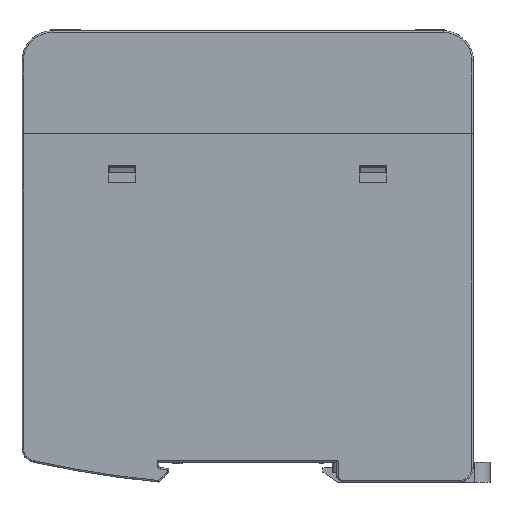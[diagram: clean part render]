
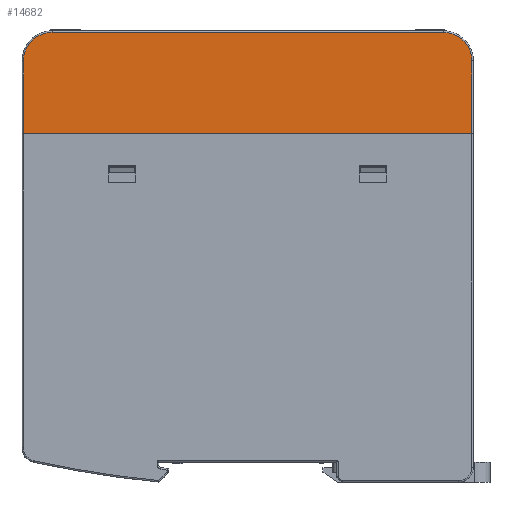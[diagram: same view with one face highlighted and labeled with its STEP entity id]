
A CAD part, left-side view. The second image highlights one B-rep face of the part: STEP entity #14682.
In plain terms, the highlighted planar face has unit normal (-1, 0, 0).
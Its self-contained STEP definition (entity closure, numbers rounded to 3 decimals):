
#1271 = AXIS2_PLACEMENT_3D ( 'NONE', #19964, #7006, #29392 ) ;
#1578 = ORIENTED_EDGE ( 'NONE', *, *, #18415, .T. ) ;
#2032 = EDGE_CURVE ( 'NONE', #6945, #36637, #20712, .T. ) ;
#2343 = FACE_OUTER_BOUND ( 'NONE', #30685, .T. ) ;
#3919 = AXIS2_PLACEMENT_3D ( 'NONE', #27870, #33946, #18454 ) ;
#5560 = VERTEX_POINT ( 'NONE', #18065 ) ;
#5578 = DIRECTION ( 'NONE',  ( 0., -1., 0. ) ) ;
#6280 = CARTESIAN_POINT ( 'NONE',  ( -16., 39., 89.7 ) ) ;
#6641 = ORIENTED_EDGE ( 'NONE', *, *, #2032, .T. ) ;
#6945 = VERTEX_POINT ( 'NONE', #6280 ) ;
#7006 = DIRECTION ( 'NONE',  ( -1., 0., 0. ) ) ;
#7864 = CARTESIAN_POINT ( 'NONE',  ( -16., -44.7, 73. ) ) ;
#8148 = ORIENTED_EDGE ( 'NONE', *, *, #12535, .T. ) ;
#8577 = DIRECTION ( 'NONE',  ( 0., 0., -1. ) ) ;
#8744 = LINE ( 'NONE', #21496, #10858 ) ;
#9063 = EDGE_CURVE ( 'NONE', #5560, #28936, #10632, .T. ) ;
#9675 = LINE ( 'NONE', #13013, #21307 ) ;
#10632 = CIRCLE ( 'NONE', #1271, 5.7 ) ;
#10858 = VECTOR ( 'NONE', #5578, 1000. ) ;
#11164 = CARTESIAN_POINT ( 'NONE',  ( -16., -39., 89.7 ) ) ;
#12125 = VECTOR ( 'NONE', #33602, 1000. ) ;
#12535 = EDGE_CURVE ( 'NONE', #36637, #25383, #20092, .T. ) ;
#13013 = CARTESIAN_POINT ( 'NONE',  ( -16., 45., 89.7 ) ) ;
#14597 = DIRECTION ( 'NONE',  ( -1., 0., 0. ) ) ;
#14682 = ADVANCED_FACE ( 'NONE', ( #2343 ), #34367, .T. ) ;
#15445 = CARTESIAN_POINT ( 'NONE',  ( -16., 44.7, 84. ) ) ;
#16112 = EDGE_CURVE ( 'NONE', #28936, #6945, #9675, .T. ) ;
#18065 = CARTESIAN_POINT ( 'NONE',  ( -16., -44.7, 84. ) ) ;
#18415 = EDGE_CURVE ( 'NONE', #20917, #5560, #36734, .T. ) ;
#18454 = DIRECTION ( 'NONE',  ( 0., 1., 0. ) ) ;
#19964 = CARTESIAN_POINT ( 'NONE',  ( -16., -39., 84. ) ) ;
#20092 = LINE ( 'NONE', #26985, #39159 ) ;
#20645 = ORIENTED_EDGE ( 'NONE', *, *, #16112, .T. ) ;
#20712 = CIRCLE ( 'NONE', #34765, 5.7 ) ;
#20744 = ORIENTED_EDGE ( 'NONE', *, *, #27039, .T. ) ;
#20917 = VERTEX_POINT ( 'NONE', #40975 ) ;
#21304 = DIRECTION ( 'NONE',  ( 0., -1., 0. ) ) ;
#21307 = VECTOR ( 'NONE', #26202, 1000. ) ;
#21496 = CARTESIAN_POINT ( 'NONE',  ( -16., 0., 69.5 ) ) ;
#25383 = VERTEX_POINT ( 'NONE', #34704 ) ;
#26202 = DIRECTION ( 'NONE',  ( 0., 1., 0. ) ) ;
#26985 = CARTESIAN_POINT ( 'NONE',  ( -16., 44.7, 73. ) ) ;
#27039 = EDGE_CURVE ( 'NONE', #25383, #20917, #8744, .T. ) ;
#27870 = CARTESIAN_POINT ( 'NONE',  ( -16., 45., 73. ) ) ;
#28936 = VERTEX_POINT ( 'NONE', #11164 ) ;
#29392 = DIRECTION ( 'NONE',  ( 0., -1., 0. ) ) ;
#30685 = EDGE_LOOP ( 'NONE', ( #6641, #8148, #20744, #1578, #40092, #20645 ) ) ;
#31541 = CARTESIAN_POINT ( 'NONE',  ( -16., 39., 84. ) ) ;
#33602 = DIRECTION ( 'NONE',  ( 0., 0., 1. ) ) ;
#33946 = DIRECTION ( 'NONE',  ( -1., 0., 0. ) ) ;
#34367 = PLANE ( 'NONE',  #3919 ) ;
#34704 = CARTESIAN_POINT ( 'NONE',  ( -16., 44.7, 69.5 ) ) ;
#34765 = AXIS2_PLACEMENT_3D ( 'NONE', #31541, #14597, #21304 ) ;
#36637 = VERTEX_POINT ( 'NONE', #15445 ) ;
#36734 = LINE ( 'NONE', #7864, #12125 ) ;
#39159 = VECTOR ( 'NONE', #8577, 1000. ) ;
#40092 = ORIENTED_EDGE ( 'NONE', *, *, #9063, .T. ) ;
#40975 = CARTESIAN_POINT ( 'NONE',  ( -16., -44.7, 69.5 ) ) ;
